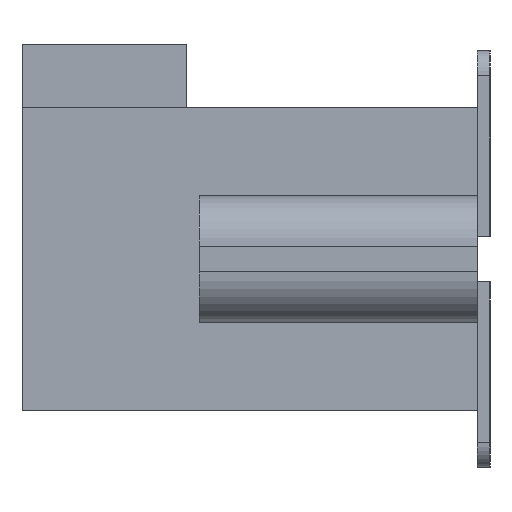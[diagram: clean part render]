
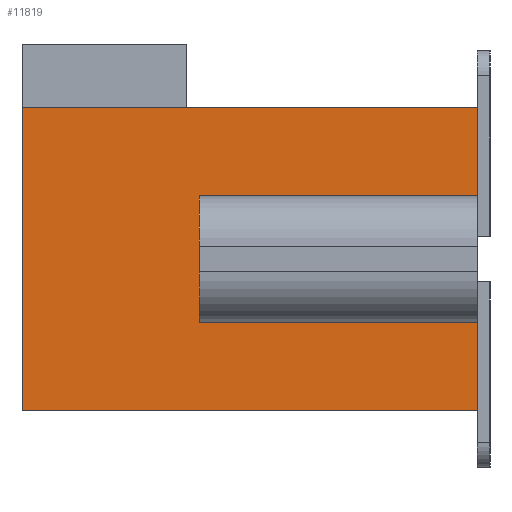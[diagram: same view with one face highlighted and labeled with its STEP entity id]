
A CAD part, left-side view. The second image highlights one B-rep face of the part: STEP entity #11819.
In plain terms, the highlighted planar face has unit normal (-1, 0, 0).
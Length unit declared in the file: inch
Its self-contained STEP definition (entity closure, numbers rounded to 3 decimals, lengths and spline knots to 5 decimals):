
#118 = FACE_OUTER_BOUND ( 'NONE', #3300, .T. ) ;
#1322 = EDGE_CURVE ( 'NONE', #3302, #3122, #7961, .T. ) ;
#1339 = EDGE_CURVE ( 'NONE', #7555, #3303, #7838, .T. ) ;
#1401 = EDGE_CURVE ( 'NONE', #7547, #3248, #7309, .T. ) ;
#1408 = EDGE_CURVE ( 'NONE', #3248, #3303, #7253, .T. ) ;
#1537 = EDGE_CURVE ( 'NONE', #3302, #7555, #9981, .T. ) ;
#1545 = EDGE_CURVE ( 'NONE', #2928, #3136, #9956, .T. ) ;
#1643 = EDGE_CURVE ( 'NONE', #3122, #3136, #10160, .T. ) ;
#1655 = EDGE_CURVE ( 'NONE', #7547, #2928, #9759, .T. ) ;
#2928 = VERTEX_POINT ( 'NONE', #14533 ) ;
#3122 = VERTEX_POINT ( 'NONE', #15250 ) ;
#3136 = VERTEX_POINT ( 'NONE', #15165 ) ;
#3248 = VERTEX_POINT ( 'NONE', #14484 ) ;
#3300 = EDGE_LOOP ( 'NONE', ( #6082, #6053, #6263, #5780, #6443, #6517, #6202, #6897 ) ) ;
#3302 = VERTEX_POINT ( 'NONE', #14225 ) ;
#3303 = VERTEX_POINT ( 'NONE', #14160 ) ;
#4080 = CARTESIAN_POINT ( 'NONE',  ( -0.2575, 0.18, 0.06 ) ) ;
#4087 = PLANE ( 'NONE',  #5685 ) ;
#4089 = DIRECTION ( 'NONE',  ( -1., 0., 0. ) ) ;
#4090 = DIRECTION ( 'NONE',  ( 0., 0., 1. ) ) ;
#4762 = DIRECTION ( 'NONE',  ( 0., 0., -1. ) ) ;
#4862 = CARTESIAN_POINT ( 'NONE',  ( -0.2575, 0.18, 0.06 ) ) ;
#5064 = DIRECTION ( 'NONE',  ( 0., -1., 0. ) ) ;
#5102 = CARTESIAN_POINT ( 'NONE',  ( -0.2575, 0.11, 0.025 ) ) ;
#5381 = DIRECTION ( 'NONE',  ( 0., 0., 1. ) ) ;
#5382 = CARTESIAN_POINT ( 'NONE',  ( -0.2575, 0.11, 0.025 ) ) ;
#5406 = DIRECTION ( 'NONE',  ( 0., 0., -1. ) ) ;
#5407 = CARTESIAN_POINT ( 'NONE',  ( -0.2575, 0., 0.06 ) ) ;
#5685 = AXIS2_PLACEMENT_3D ( 'NONE', #4080, #4089, #4090 ) ;
#5780 = ORIENTED_EDGE ( 'NONE', *, *, #1643, .F. ) ;
#6053 = ORIENTED_EDGE ( 'NONE', *, *, #1655, .T. ) ;
#6082 = ORIENTED_EDGE ( 'NONE', *, *, #1401, .F. ) ;
#6202 = ORIENTED_EDGE ( 'NONE', *, *, #1339, .T. ) ;
#6263 = ORIENTED_EDGE ( 'NONE', *, *, #1545, .T. ) ;
#6443 = ORIENTED_EDGE ( 'NONE', *, *, #1322, .F. ) ;
#6517 = ORIENTED_EDGE ( 'NONE', *, *, #1537, .T. ) ;
#6897 = ORIENTED_EDGE ( 'NONE', *, *, #1408, .F. ) ;
#7241 = VECTOR ( 'NONE', #10837, 39.37008 ) ;
#7253 = LINE ( 'NONE', #10832, #7241 ) ;
#7297 = VECTOR ( 'NONE', #10918, 39.37008 ) ;
#7309 = LINE ( 'NONE', #10882, #7297 ) ;
#7547 = VERTEX_POINT ( 'NONE', #14460 ) ;
#7555 = VERTEX_POINT ( 'NONE', #14462 ) ;
#7838 = LINE ( 'NONE', #11105, #7848 ) ;
#7848 = VECTOR ( 'NONE', #11109, 39.37008 ) ;
#7961 = LINE ( 'NONE', #11309, #7963 ) ;
#7963 = VECTOR ( 'NONE', #11311, 39.37008 ) ;
#9757 = VECTOR ( 'NONE', #5381, 39.37008 ) ;
#9759 = LINE ( 'NONE', #5382, #9757 ) ;
#9952 = VECTOR ( 'NONE', #5064, 39.37008 ) ;
#9956 = LINE ( 'NONE', #5102, #9952 ) ;
#9970 = VECTOR ( 'NONE', #4762, 39.37008 ) ;
#9981 = LINE ( 'NONE', #4862, #9970 ) ;
#10158 = VECTOR ( 'NONE', #5406, 39.37008 ) ;
#10160 = LINE ( 'NONE', #5407, #10158 ) ;
#10832 = CARTESIAN_POINT ( 'NONE',  ( -0.2575, 0., 0.06 ) ) ;
#10837 = DIRECTION ( 'NONE',  ( 0., 0., -1. ) ) ;
#10882 = CARTESIAN_POINT ( 'NONE',  ( -0.2575, 0.11, -0.025 ) ) ;
#10918 = DIRECTION ( 'NONE',  ( 0., -1., 0. ) ) ;
#11105 = CARTESIAN_POINT ( 'NONE',  ( -0.2575, 0.18, -0.06 ) ) ;
#11109 = DIRECTION ( 'NONE',  ( 0., -1., 0. ) ) ;
#11309 = CARTESIAN_POINT ( 'NONE',  ( -0.2575, 0.18, 0.06 ) ) ;
#11311 = DIRECTION ( 'NONE',  ( 0., -1., 0. ) ) ;
#11819 = ADVANCED_FACE ( 'NONE', ( #118 ), #4087, .T. ) ;
#14160 = CARTESIAN_POINT ( 'NONE',  ( -0.2575, 0., -0.06 ) ) ;
#14225 = CARTESIAN_POINT ( 'NONE',  ( -0.2575, 0.18, 0.06 ) ) ;
#14460 = CARTESIAN_POINT ( 'NONE',  ( -0.2575, 0.11, -0.025 ) ) ;
#14462 = CARTESIAN_POINT ( 'NONE',  ( -0.2575, 0.18, -0.06 ) ) ;
#14484 = CARTESIAN_POINT ( 'NONE',  ( -0.2575, 0., -0.025 ) ) ;
#14533 = CARTESIAN_POINT ( 'NONE',  ( -0.2575, 0.11, 0.025 ) ) ;
#15165 = CARTESIAN_POINT ( 'NONE',  ( -0.2575, 0., 0.025 ) ) ;
#15250 = CARTESIAN_POINT ( 'NONE',  ( -0.2575, 0., 0.06 ) ) ;
